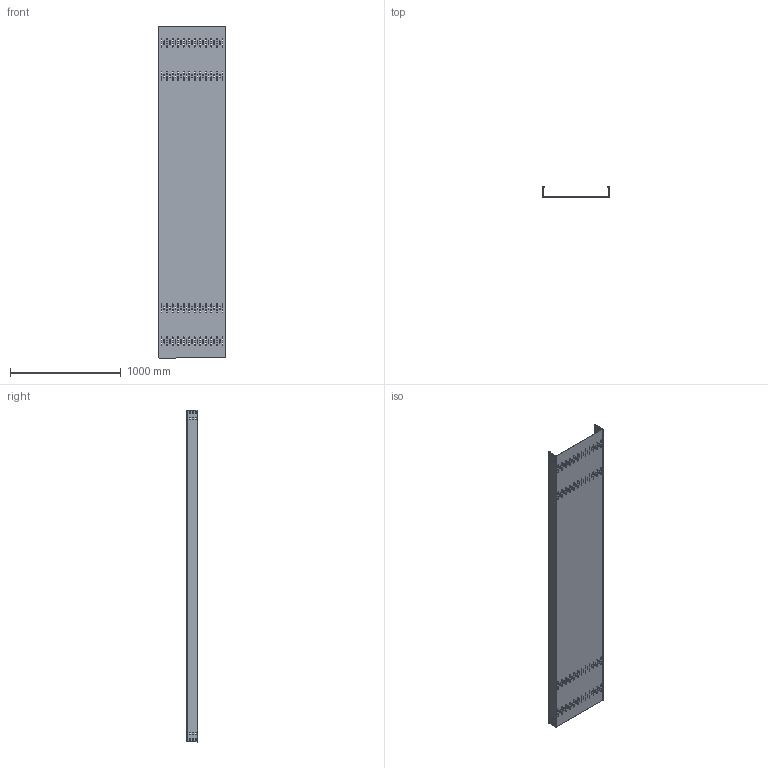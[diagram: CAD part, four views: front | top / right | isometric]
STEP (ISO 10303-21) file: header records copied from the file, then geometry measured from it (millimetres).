
FILE_DESCRIPTION (( 'STEP AP214' ), '1' );
FILE_NAME ('6062010.stp', '2019-12-11T10:44:21', ( '' ), ( '' ), 'SwSTEP 2.0', 'SolidWorks 2018', '' );
FILE_SCHEMA (( 'AUTOMOTIVE_DESIGN' ));
Length unit declared in the file: millimetre
Products named in the file (1): 6062010
Bounding box: 600 x 98 x 3000 mm (x, y, z)
Volume: 4838504.6 mm3; surface area: 4876235.4 mm2
Topology: 1 solids, 1 shells, 854 faces, 2540 edges, 1688 vertices
Faces by surface type: cylinder 496, plane 358
Entity records: 29678 total; most frequent: DIRECTION 5242, CARTESIAN_POINT 5083, ORIENTED_EDGE 5080, EDGE_CURVE 2540, AXIS2_PLACEMENT_3D 1847, VERTEX_POINT 1688, LINE 1548, VECTOR 1548
